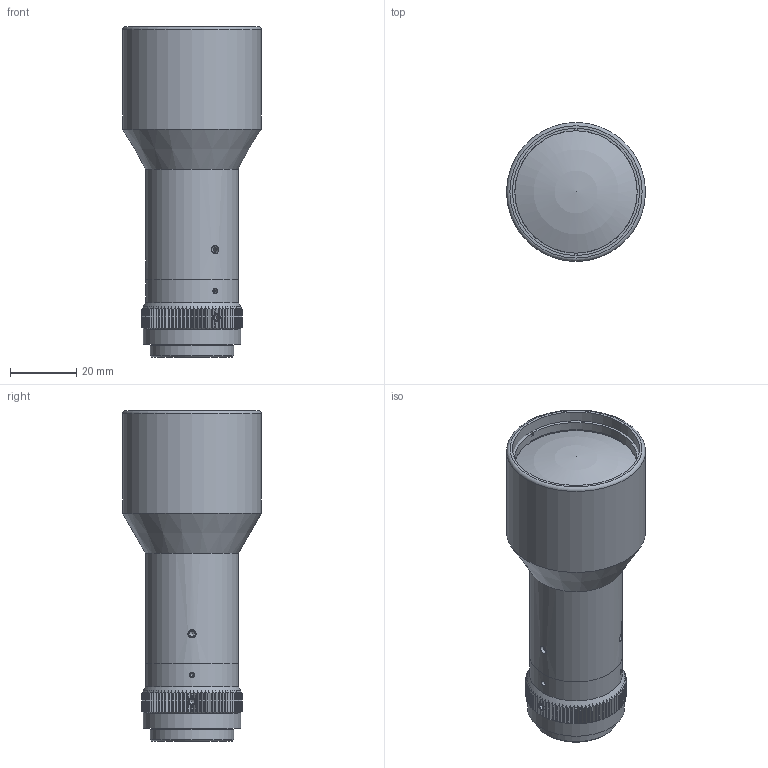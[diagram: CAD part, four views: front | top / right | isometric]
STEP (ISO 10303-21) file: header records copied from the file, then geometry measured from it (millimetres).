
FILE_DESCRIPTION(/* description */ (''),/* implementation_level */ '2;1');
FILE_NAME(/* name */ 'TO30_6.0-100-V-B.stp',/* time_stamp */ '2020-11-30T13:56:58+01:00',/* author */ (''),/* organization */ ('Vision & Control'),/* preprocessor_version */ 'ST-DEVELOPER v16.5',/* originating_system */ 'Autodesk Inventor 2017',/* authorisation */ '');
FILE_SCHEMA (('AUTOMOTIVE_DESIGN { 1 0 10303 214 3 1 1 }'));
Length unit declared in the file: millimetre
Products named in the file (1): TO30_6.0-100-V-B
Bounding box: 42 x 42 x 100.08 mm (x, y, z)
Volume: 95432.5 mm3; surface area: 30860 mm2
Topology: 17 solids, 17 shells, 475 faces, 1291 edges, 858 vertices
Faces by surface type: plane 293, cylinder 139, cone 39, sphere 3, torus 1
Full cylindrical faces by diameter (mm): 1.567 x3, 2 x3, 2.459 x6, 2.5 x1, 3 x6, 3.5 x1, 8 x1, 9 x1, 9.777 x1, 10 x3, 10.459 x2, 11 x1, 11.059 x1, 16 x1, 17.823 x2, 18.4 x1, 19 x1, 20 x3, 24.3 x1, 25.3 x1, 26.325 x1, 28 x2, 29.4 x1, 37 x1, 37.28 x1, 38 x1, 38.459 x1, 39 x1, 42 x1
Entity records: 14953 total; most frequent: CARTESIAN_POINT 3893, ORIENTED_EDGE 2320, DIRECTION 2018, EDGE_CURVE 1160, VERTEX_POINT 816, AXIS2_PLACEMENT_3D 797, EDGE_LOOP 604, STYLED_ITEM 480
